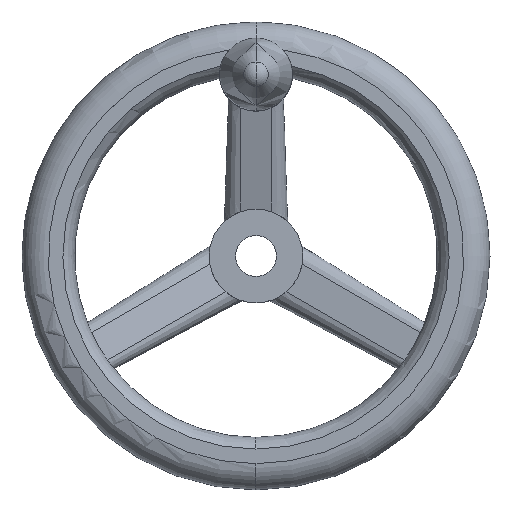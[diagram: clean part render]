
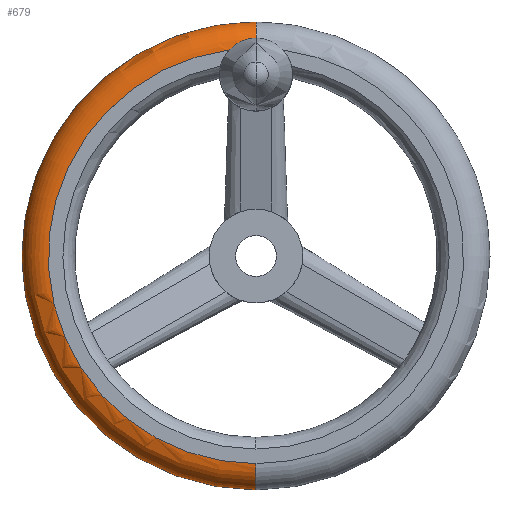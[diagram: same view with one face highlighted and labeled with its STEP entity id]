
A CAD part, top view. The second image highlights one B-rep face of the part: STEP entity #679.
In plain terms, the highlighted toroidal (fillet/blend) face has major radius 71 mm and minor radius 9 mm.
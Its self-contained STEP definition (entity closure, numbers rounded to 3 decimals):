
#275=EDGE_CURVE('',#283,#521,#785,.T.);
#283=VERTEX_POINT('',#795);
#405=VERTEX_POINT('',#923);
#473=EDGE_CURVE('',#405,#283,#996,.T.);
#475=VERTEX_POINT('',#998);
#487=VERTEX_POINT('',#1012);
#521=VERTEX_POINT('',#1049);
#577=EDGE_CURVE('',#475,#487,#1111,.T.);
#617=EDGE_CURVE('',#475,#521,#1154,.T.);
#679=ADVANCED_FACE('',(#1225),#1226,.T.);
#693=EDGE_CURVE('',#405,#487,#1243,.T.);
#785=CIRCLE('',#1342,71.0);
#795=CARTESIAN_POINT('',(-9.263,70.393,40.));
#923=CARTESIAN_POINT('',(0.,-71.0,40.0));
#996=CIRCLE('',#1880,71.0);
#998=CARTESIAN_POINT('',(0.,80.0,31.0));
#1012=CARTESIAN_POINT('',(0.,-80.0,31.0));
#1049=CARTESIAN_POINT('',(0.,71.0,40.0));
#1111=CIRCLE('',#2095,80.0);
#1154=CIRCLE('',#2223,9.0);
#1225=FACE_OUTER_BOUND('',#2395,.T.);
#1226=TOROIDAL_SURFACE('',#2396,71.0,9.0);
#1243=CIRCLE('',#2441,9.0);
#1342=AXIS2_PLACEMENT_3D('',#2630,#2631,#2632);
#1880=AXIS2_PLACEMENT_3D('',#2837,#2838,#2839);
#2095=AXIS2_PLACEMENT_3D('',#2969,#2970,#2971);
#2223=AXIS2_PLACEMENT_3D('',#3015,#3016,#3017);
#2395=EDGE_LOOP('',(#3128,#3129,#3130,#3131,#3132));
#2396=AXIS2_PLACEMENT_3D('',#3133,#3134,#3135);
#2441=AXIS2_PLACEMENT_3D('',#3167,#3168,#3169);
#2630=CARTESIAN_POINT('',(0.,0.,40.0));
#2631=DIRECTION('',(0.,0.,-1.0));
#2632=DIRECTION('',(0.,1.0,0.));
#2837=CARTESIAN_POINT('',(0.,0.,40.0));
#2838=DIRECTION('',(0.,0.,-1.0));
#2839=DIRECTION('',(0.,1.0,0.));
#2969=CARTESIAN_POINT('',(0.,0.,31.0));
#2970=DIRECTION('',(0.,0.,1.0));
#2971=DIRECTION('',(1.0,0.0,0.));
#3015=CARTESIAN_POINT('',(0.,71.0,31.0));
#3016=DIRECTION('',(1.0,0.,0.));
#3017=DIRECTION('',(0.,1.0,0.));
#3128=ORIENTED_EDGE('',*,*,#577,.T.);
#3129=ORIENTED_EDGE('',*,*,#693,.F.);
#3130=ORIENTED_EDGE('',*,*,#473,.T.);
#3131=ORIENTED_EDGE('',*,*,#275,.T.);
#3132=ORIENTED_EDGE('',*,*,#617,.F.);
#3133=CARTESIAN_POINT('',(0.,0.,31.0));
#3134=DIRECTION('',(0.,0.,1.0));
#3135=DIRECTION('',(0.,1.0,0.0));
#3167=CARTESIAN_POINT('',(0.,-71.0,31.0));
#3168=DIRECTION('',(1.0,0.,0.));
#3169=DIRECTION('',(0.,-1.0,0.));
